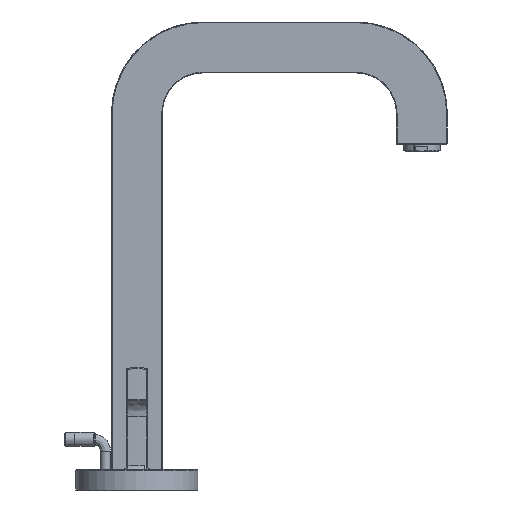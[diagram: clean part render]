
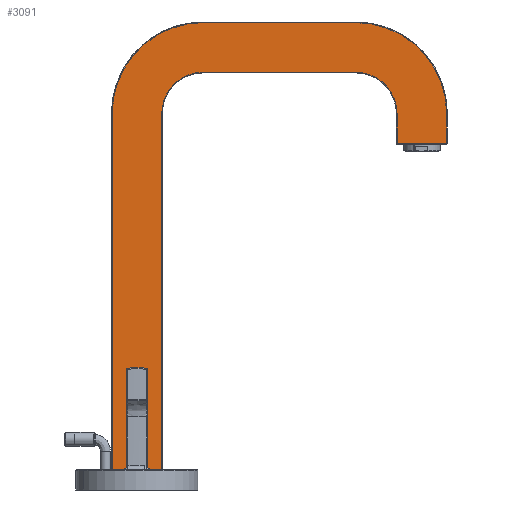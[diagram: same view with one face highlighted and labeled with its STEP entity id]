
A CAD part, front view. The second image highlights one B-rep face of the part: STEP entity #3091.
In plain terms, the highlighted planar face has unit normal (0, -1, 0).
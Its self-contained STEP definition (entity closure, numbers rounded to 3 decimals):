
#706=CARTESIAN_POINT(' ',(-12.2,-12.5,10.));
#707=VERTEX_POINT(' ',#706);
#931=CARTESIAN_POINT(' ',(12.2,-12.5,10.));
#932=VERTEX_POINT(' ',#931);
#946=CARTESIAN_POINT(' ',(12.2,-12.5,10.));
#951=DIRECTION(' ',(-1.,0.,0.));
#956=VECTOR(' ',#951,1.);
#961=LINE('',#946,#956);
#966=EDGE_CURVE(' ',#932,#707,#961,.T.);
#1581=CARTESIAN_POINT(' ',(-12.2,-12.5,10.));
#1586=DIRECTION(' ',(0.,0.,1.));
#1591=VECTOR(' ',#1586,1.);
#1596=LINE('',#1581,#1591);
#1601=CARTESIAN_POINT(' ',(-12.2,-12.5,185.));
#1602=VERTEX_POINT(' ',#1601);
#1606=EDGE_CURVE(' ',#707,#1602,#1596,.T.);
#2646=CARTESIAN_POINT(' ',(12.2,-12.5,185.));
#2647=VERTEX_POINT(' ',#2646);
#2661=CARTESIAN_POINT(' ',(12.2,-12.5,185.));
#2666=DIRECTION(' ',(0.,0.,-1.));
#2671=VECTOR(' ',#2666,1.);
#2676=LINE('',#2661,#2671);
#2681=EDGE_CURVE(' ',#2647,#932,#2676,.T.);
#2711=DIRECTION(' ',(0.,-1.,0.));
#2716=CARTESIAN_POINT(' ',(152.2,-12.5,10.));
#2721=DIRECTION(' ',(0.,0.,1.));
#2726=AXIS2_PLACEMENT_3D(' ',#2716,#2711,#2721);
#2731=PLANE('',#2726);
#2736=CARTESIAN_POINT(' ',(152.2,-12.5,170.3));
#2741=DIRECTION(' ',(-1.,0.,0.));
#2746=VECTOR(' ',#2741,1.);
#2751=LINE('',#2736,#2746);
#2756=CARTESIAN_POINT(' ',(152.2,-12.5,170.3));
#2757=VERTEX_POINT(' ',#2756);
#2761=CARTESIAN_POINT(' ',(127.8,-12.5,170.3));
#2762=VERTEX_POINT(' ',#2761);
#2766=EDGE_CURVE(' ',#2757,#2762,#2751,.T.);
#2771=ORIENTED_EDGE(' ',*,*,#2766,.F.);
#2776=CARTESIAN_POINT(' ',(152.2,-12.5,185.));
#2781=DIRECTION(' ',(0.,0.,-1.));
#2786=VECTOR(' ',#2781,1.);
#2791=LINE('',#2776,#2786);
#2796=CARTESIAN_POINT(' ',(152.2,-12.5,185.));
#2797=VERTEX_POINT(' ',#2796);
#2801=EDGE_CURVE(' ',#2797,#2757,#2791,.T.);
#2806=ORIENTED_EDGE(' ',*,*,#2801,.F.);
#2811=CARTESIAN_POINT(' ',(107.499,-12.5,184.999));
#2816=DIRECTION(' ',(0.,1.,0.));
#2821=DIRECTION(' ',(0.,0.,1.));
#2826=AXIS2_PLACEMENT_3D(' ',#2811,#2816,#2821);
#2831=CIRCLE('',#2826,44.701);
#2836=CARTESIAN_POINT(' ',(107.5,-12.5,229.7));
#2837=VERTEX_POINT(' ',#2836);
#2841=EDGE_CURVE(' ',#2837,#2797,#2831,.T.);
#2846=ORIENTED_EDGE(' ',*,*,#2841,.F.);
#2851=CARTESIAN_POINT(' ',(32.5,-12.5,229.7));
#2856=DIRECTION(' ',(1.,0.,0.));
#2861=VECTOR(' ',#2856,1.);
#2866=LINE('',#2851,#2861);
#2871=CARTESIAN_POINT(' ',(32.5,-12.5,229.7));
#2872=VERTEX_POINT(' ',#2871);
#2876=EDGE_CURVE(' ',#2872,#2837,#2866,.T.);
#2881=ORIENTED_EDGE(' ',*,*,#2876,.F.);
#2886=CARTESIAN_POINT(' ',(32.501,-12.5,184.999));
#2891=DIRECTION(' ',(0.,1.,0.));
#2896=DIRECTION(' ',(-1.,0.,0.));
#2901=AXIS2_PLACEMENT_3D(' ',#2886,#2891,#2896);
#2906=CIRCLE('',#2901,44.701);
#2911=EDGE_CURVE(' ',#1602,#2872,#2906,.T.);
#2916=ORIENTED_EDGE(' ',*,*,#2911,.F.);
#2921=ORIENTED_EDGE(' ',*,*,#1606,.F.);
#2926=ORIENTED_EDGE(' ',*,*,#966,.F.);
#2931=ORIENTED_EDGE(' ',*,*,#2681,.F.);
#2936=CARTESIAN_POINT(' ',(32.5,-12.5,185.));
#2941=DIRECTION(' ',(0.,-1.,0.));
#2946=DIRECTION(' ',(0.,0.,1.));
#2951=AXIS2_PLACEMENT_3D(' ',#2936,#2941,#2946);
#2956=CIRCLE('',#2951,20.3);
#2961=CARTESIAN_POINT(' ',(32.5,-12.5,205.3));
#2962=VERTEX_POINT(' ',#2961);
#2966=EDGE_CURVE(' ',#2962,#2647,#2956,.T.);
#2971=ORIENTED_EDGE(' ',*,*,#2966,.F.);
#2976=CARTESIAN_POINT(' ',(107.5,-12.5,205.3));
#2981=DIRECTION(' ',(-1.,0.,0.));
#2986=VECTOR(' ',#2981,1.);
#2991=LINE('',#2976,#2986);
#2996=CARTESIAN_POINT(' ',(107.5,-12.5,205.3));
#2997=VERTEX_POINT(' ',#2996);
#3001=EDGE_CURVE(' ',#2997,#2962,#2991,.T.);
#3006=ORIENTED_EDGE(' ',*,*,#3001,.F.);
#3011=CARTESIAN_POINT(' ',(107.499,-12.5,184.999));
#3016=DIRECTION(' ',(-0.,-1.,-0.));
#3021=DIRECTION(' ',(1.,0.,0.));
#3026=AXIS2_PLACEMENT_3D(' ',#3011,#3016,#3021);
#3031=CIRCLE('',#3026,20.301);
#3036=CARTESIAN_POINT(' ',(127.8,-12.5,185.));
#3037=VERTEX_POINT(' ',#3036);
#3041=EDGE_CURVE(' ',#3037,#2997,#3031,.T.);
#3046=ORIENTED_EDGE(' ',*,*,#3041,.F.);
#3051=CARTESIAN_POINT(' ',(127.8,-12.5,170.3));
#3056=DIRECTION(' ',(0.,0.,1.));
#3061=VECTOR(' ',#3056,1.);
#3066=LINE('',#3051,#3061);
#3071=EDGE_CURVE(' ',#2762,#3037,#3066,.T.);
#3076=ORIENTED_EDGE(' ',*,*,#3071,.F.);
#3081=EDGE_LOOP(' ',(#2771,#2806,#2846,#2881,#2916,#2921,#2926,#2931,#2971,#3006,#3046,#3076));
#3086=FACE_OUTER_BOUND(' ',#3081,.T.);
#3091=ADVANCED_FACE('',(#3086),#2731,.T.);
